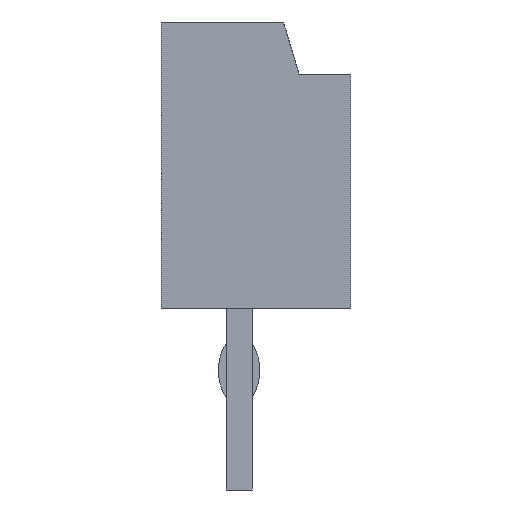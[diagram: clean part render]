
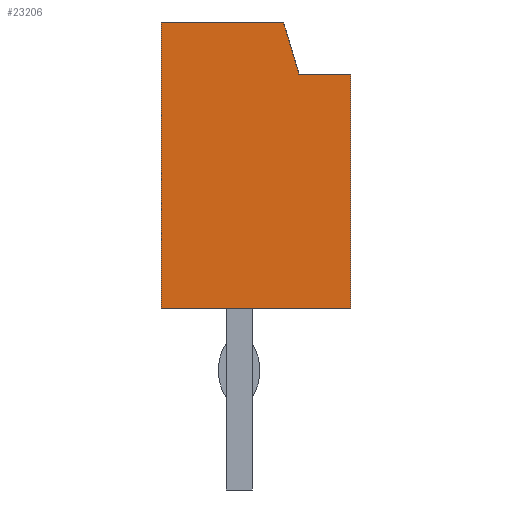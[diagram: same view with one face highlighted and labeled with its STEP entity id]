
A CAD part, left-side view. The second image highlights one B-rep face of the part: STEP entity #23206.
In plain terms, the highlighted planar face has unit normal (-1, 0, 0).
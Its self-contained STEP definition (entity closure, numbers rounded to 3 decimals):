
#32 = PLANE('',#33);
#33 = AXIS2_PLACEMENT_3D('',#34,#35,#36);
#34 = CARTESIAN_POINT('',(14.,1.5,2.75));
#35 = DIRECTION('',(0.,-1.,0.));
#36 = DIRECTION('',(1.,0.,0.));
#1681 = VERTEX_POINT('',#1682);
#1682 = CARTESIAN_POINT('',(-2.,1.5,5.5));
#1696 = PLANE('',#1697);
#1697 = AXIS2_PLACEMENT_3D('',#1698,#1699,#1700);
#1698 = CARTESIAN_POINT('',(30.,1.5,5.5));
#1699 = DIRECTION('',(0.,0.,1.));
#1700 = DIRECTION('',(-1.,0.,0.));
#1708 = EDGE_CURVE('',#1681,#1709,#1711,.T.);
#1709 = VERTEX_POINT('',#1710);
#1710 = CARTESIAN_POINT('',(-2.,1.5,0.));
#1711 = SURFACE_CURVE('',#1712,(#1716,#1723),.PCURVE_S1.);
#1712 = LINE('',#1713,#1714);
#1713 = CARTESIAN_POINT('',(-2.,1.5,5.5));
#1714 = VECTOR('',#1715,1.);
#1715 = DIRECTION('',(0.,0.,-1.));
#1716 = PCURVE('',#32,#1717);
#1717 = DEFINITIONAL_REPRESENTATION('',(#1718),#1722);
#1718 = LINE('',#1719,#1720);
#1719 = CARTESIAN_POINT('',(-16.,2.75));
#1720 = VECTOR('',#1721,1.);
#1721 = DIRECTION('',(0.,-1.));
#1722 = ( GEOMETRIC_REPRESENTATION_CONTEXT(2) 
PARAMETRIC_REPRESENTATION_CONTEXT() REPRESENTATION_CONTEXT('2D SPACE',''
  ) );
#1723 = PCURVE('',#1724,#1729);
#1724 = PLANE('',#1725);
#1725 = AXIS2_PLACEMENT_3D('',#1726,#1727,#1728);
#1726 = CARTESIAN_POINT('',(-2.,1.5,5.5));
#1727 = DIRECTION('',(-1.,0.,0.));
#1728 = DIRECTION('',(0.,0.,-1.));
#1729 = DEFINITIONAL_REPRESENTATION('',(#1730),#1734);
#1730 = LINE('',#1731,#1732);
#1731 = CARTESIAN_POINT('',(0.,0.));
#1732 = VECTOR('',#1733,1.);
#1733 = DIRECTION('',(1.,0.));
#1734 = ( GEOMETRIC_REPRESENTATION_CONTEXT(2) 
PARAMETRIC_REPRESENTATION_CONTEXT() REPRESENTATION_CONTEXT('2D SPACE',''
  ) );
#1752 = PLANE('',#1753);
#1753 = AXIS2_PLACEMENT_3D('',#1754,#1755,#1756);
#1754 = CARTESIAN_POINT('',(-2.,1.5,0.));
#1755 = DIRECTION('',(0.,0.,-1.));
#1756 = DIRECTION('',(1.,0.,0.));
#2123 = PLANE('',#2124);
#2124 = AXIS2_PLACEMENT_3D('',#2125,#2126,#2127);
#2125 = CARTESIAN_POINT('',(14.,-2.15,2.75));
#2126 = DIRECTION('',(0.,-1.,0.));
#2127 = DIRECTION('',(1.,0.,0.));
#4913 = PLANE('',#4914);
#4914 = AXIS2_PLACEMENT_3D('',#4915,#4916,#4917);
#4915 = CARTESIAN_POINT('',(30.,-2.15,4.5));
#4916 = DIRECTION('',(0.,0.,-1.));
#4917 = DIRECTION('',(0.,1.,0.));
#4941 = PLANE('',#4942);
#4942 = AXIS2_PLACEMENT_3D('',#4943,#4944,#4945);
#4943 = CARTESIAN_POINT('',(30.,-1.15,4.5));
#4944 = DIRECTION('',(0.,0.958,-0.287));
#4945 = DIRECTION('',(0.,0.287,0.958));
#5112 = VERTEX_POINT('',#5113);
#5113 = CARTESIAN_POINT('',(-2.,-0.85,5.5));
#5134 = EDGE_CURVE('',#1681,#5112,#5135,.T.);
#5135 = SURFACE_CURVE('',#5136,(#5140,#5147),.PCURVE_S1.);
#5136 = LINE('',#5137,#5138);
#5137 = CARTESIAN_POINT('',(-2.,1.5,5.5));
#5138 = VECTOR('',#5139,1.);
#5139 = DIRECTION('',(0.,-1.,0.));
#5140 = PCURVE('',#1696,#5141);
#5141 = DEFINITIONAL_REPRESENTATION('',(#5142),#5146);
#5142 = LINE('',#5143,#5144);
#5143 = CARTESIAN_POINT('',(32.,0.));
#5144 = VECTOR('',#5145,1.);
#5145 = DIRECTION('',(0.,1.));
#5146 = ( GEOMETRIC_REPRESENTATION_CONTEXT(2) 
PARAMETRIC_REPRESENTATION_CONTEXT() REPRESENTATION_CONTEXT('2D SPACE',''
  ) );
#5147 = PCURVE('',#1724,#5148);
#5148 = DEFINITIONAL_REPRESENTATION('',(#5149),#5153);
#5149 = LINE('',#5150,#5151);
#5150 = CARTESIAN_POINT('',(0.,0.));
#5151 = VECTOR('',#5152,1.);
#5152 = DIRECTION('',(0.,1.));
#5153 = ( GEOMETRIC_REPRESENTATION_CONTEXT(2) 
PARAMETRIC_REPRESENTATION_CONTEXT() REPRESENTATION_CONTEXT('2D SPACE',''
  ) );
#5667 = VERTEX_POINT('',#5668);
#5668 = CARTESIAN_POINT('',(-2.,-1.15,4.5));
#5689 = EDGE_CURVE('',#5667,#5112,#5690,.T.);
#5690 = SURFACE_CURVE('',#5691,(#5695,#5702),.PCURVE_S1.);
#5691 = LINE('',#5692,#5693);
#5692 = CARTESIAN_POINT('',(-2.,-1.15,4.5));
#5693 = VECTOR('',#5694,1.);
#5694 = DIRECTION('',(0.,0.287,0.958));
#5695 = PCURVE('',#4941,#5696);
#5696 = DEFINITIONAL_REPRESENTATION('',(#5697),#5701);
#5697 = LINE('',#5698,#5699);
#5698 = CARTESIAN_POINT('',(0.,-32.));
#5699 = VECTOR('',#5700,1.);
#5700 = DIRECTION('',(1.,0.));
#5701 = ( GEOMETRIC_REPRESENTATION_CONTEXT(2) 
PARAMETRIC_REPRESENTATION_CONTEXT() REPRESENTATION_CONTEXT('2D SPACE',''
  ) );
#5702 = PCURVE('',#1724,#5703);
#5703 = DEFINITIONAL_REPRESENTATION('',(#5704),#5708);
#5704 = LINE('',#5705,#5706);
#5705 = CARTESIAN_POINT('',(1.,2.65));
#5706 = VECTOR('',#5707,1.);
#5707 = DIRECTION('',(-0.958,-0.287));
#5708 = ( GEOMETRIC_REPRESENTATION_CONTEXT(2) 
PARAMETRIC_REPRESENTATION_CONTEXT() REPRESENTATION_CONTEXT('2D SPACE',''
  ) );
#5814 = VERTEX_POINT('',#5815);
#5815 = CARTESIAN_POINT('',(-2.,-2.15,4.5));
#5836 = EDGE_CURVE('',#5814,#5667,#5837,.T.);
#5837 = SURFACE_CURVE('',#5838,(#5842,#5849),.PCURVE_S1.);
#5838 = LINE('',#5839,#5840);
#5839 = CARTESIAN_POINT('',(-2.,-2.15,4.5));
#5840 = VECTOR('',#5841,1.);
#5841 = DIRECTION('',(0.,1.,0.));
#5842 = PCURVE('',#4913,#5843);
#5843 = DEFINITIONAL_REPRESENTATION('',(#5844),#5848);
#5844 = LINE('',#5845,#5846);
#5845 = CARTESIAN_POINT('',(0.,-32.));
#5846 = VECTOR('',#5847,1.);
#5847 = DIRECTION('',(1.,0.));
#5848 = ( GEOMETRIC_REPRESENTATION_CONTEXT(2) 
PARAMETRIC_REPRESENTATION_CONTEXT() REPRESENTATION_CONTEXT('2D SPACE',''
  ) );
#5849 = PCURVE('',#1724,#5850);
#5850 = DEFINITIONAL_REPRESENTATION('',(#5851),#5855);
#5851 = LINE('',#5852,#5853);
#5852 = CARTESIAN_POINT('',(1.,3.65));
#5853 = VECTOR('',#5854,1.);
#5854 = DIRECTION('',(0.,-1.));
#5855 = ( GEOMETRIC_REPRESENTATION_CONTEXT(2) 
PARAMETRIC_REPRESENTATION_CONTEXT() REPRESENTATION_CONTEXT('2D SPACE',''
  ) );
#6010 = VERTEX_POINT('',#6011);
#6011 = CARTESIAN_POINT('',(-2.,-2.15,0.));
#6032 = EDGE_CURVE('',#5814,#6010,#6033,.T.);
#6033 = SURFACE_CURVE('',#6034,(#6038,#6045),.PCURVE_S1.);
#6034 = LINE('',#6035,#6036);
#6035 = CARTESIAN_POINT('',(-2.,-2.15,4.5));
#6036 = VECTOR('',#6037,1.);
#6037 = DIRECTION('',(0.,0.,-1.));
#6038 = PCURVE('',#2123,#6039);
#6039 = DEFINITIONAL_REPRESENTATION('',(#6040),#6044);
#6040 = LINE('',#6041,#6042);
#6041 = CARTESIAN_POINT('',(-16.,1.75));
#6042 = VECTOR('',#6043,1.);
#6043 = DIRECTION('',(0.,-1.));
#6044 = ( GEOMETRIC_REPRESENTATION_CONTEXT(2) 
PARAMETRIC_REPRESENTATION_CONTEXT() REPRESENTATION_CONTEXT('2D SPACE',''
  ) );
#6045 = PCURVE('',#1724,#6046);
#6046 = DEFINITIONAL_REPRESENTATION('',(#6047),#6051);
#6047 = LINE('',#6048,#6049);
#6048 = CARTESIAN_POINT('',(1.,3.65));
#6049 = VECTOR('',#6050,1.);
#6050 = DIRECTION('',(1.,0.));
#6051 = ( GEOMETRIC_REPRESENTATION_CONTEXT(2) 
PARAMETRIC_REPRESENTATION_CONTEXT() REPRESENTATION_CONTEXT('2D SPACE',''
  ) );
#8604 = EDGE_CURVE('',#1709,#6010,#8605,.T.);
#8605 = SURFACE_CURVE('',#8606,(#8610,#8617),.PCURVE_S1.);
#8606 = LINE('',#8607,#8608);
#8607 = CARTESIAN_POINT('',(-2.,1.5,0.));
#8608 = VECTOR('',#8609,1.);
#8609 = DIRECTION('',(0.,-1.,0.));
#8610 = PCURVE('',#1752,#8611);
#8611 = DEFINITIONAL_REPRESENTATION('',(#8612),#8616);
#8612 = LINE('',#8613,#8614);
#8613 = CARTESIAN_POINT('',(0.,0.));
#8614 = VECTOR('',#8615,1.);
#8615 = DIRECTION('',(0.,1.));
#8616 = ( GEOMETRIC_REPRESENTATION_CONTEXT(2) 
PARAMETRIC_REPRESENTATION_CONTEXT() REPRESENTATION_CONTEXT('2D SPACE',''
  ) );
#8617 = PCURVE('',#1724,#8618);
#8618 = DEFINITIONAL_REPRESENTATION('',(#8619),#8623);
#8619 = LINE('',#8620,#8621);
#8620 = CARTESIAN_POINT('',(5.5,0.));
#8621 = VECTOR('',#8622,1.);
#8622 = DIRECTION('',(0.,1.));
#8623 = ( GEOMETRIC_REPRESENTATION_CONTEXT(2) 
PARAMETRIC_REPRESENTATION_CONTEXT() REPRESENTATION_CONTEXT('2D SPACE',''
  ) );
#23206 = ADVANCED_FACE('',(#23207),#1724,.T.);
#23207 = FACE_BOUND('',#23208,.F.);
#23208 = EDGE_LOOP('',(#23209,#23210,#23211,#23212,#23213,#23214));
#23209 = ORIENTED_EDGE('',*,*,#5836,.F.);
#23210 = ORIENTED_EDGE('',*,*,#6032,.T.);
#23211 = ORIENTED_EDGE('',*,*,#8604,.F.);
#23212 = ORIENTED_EDGE('',*,*,#1708,.F.);
#23213 = ORIENTED_EDGE('',*,*,#5134,.T.);
#23214 = ORIENTED_EDGE('',*,*,#5689,.F.);
